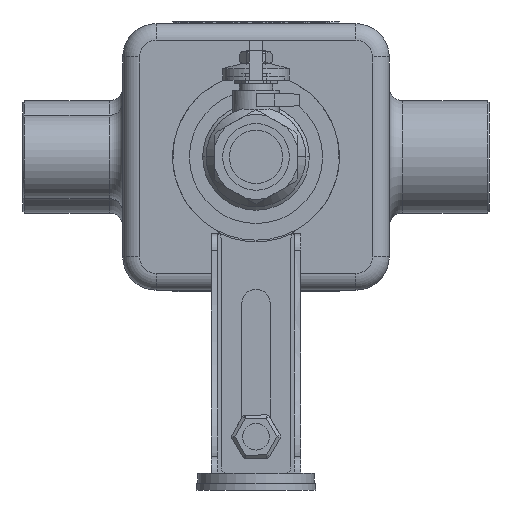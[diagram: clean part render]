
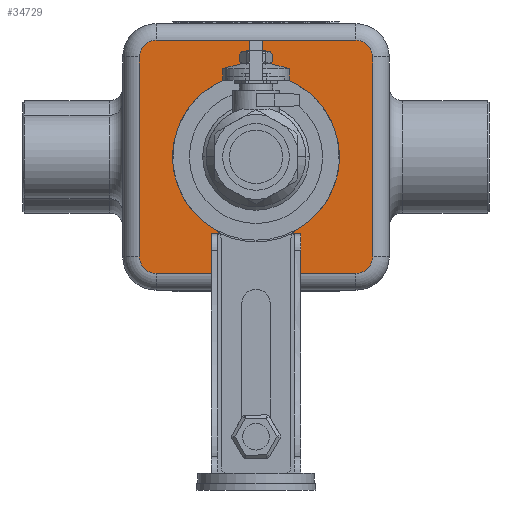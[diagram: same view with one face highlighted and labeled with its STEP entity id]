
A CAD part, front view. The second image highlights one B-rep face of the part: STEP entity #34729.
In plain terms, the highlighted planar face has unit normal (0, -1, 0).
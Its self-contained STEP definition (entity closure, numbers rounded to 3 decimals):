
#14 = EDGE_CURVE ( 'NONE', #44482, #27612, #26418, .T. ) ;
#432 = CARTESIAN_POINT ( 'NONE',  ( -40., -545., 35. ) ) ;
#892 = CARTESIAN_POINT ( 'NONE',  ( 30., -545., 35. ) ) ;
#1486 = CARTESIAN_POINT ( 'NONE',  ( -40., -545., 40. ) ) ;
#2157 = ORIENTED_EDGE ( 'NONE', *, *, #28088, .T. ) ;
#2956 = VERTEX_POINT ( 'NONE', #46021 ) ;
#3559 = CARTESIAN_POINT ( 'NONE',  ( -30., -545., 30. ) ) ;
#3830 = DIRECTION ( 'NONE',  ( -1., 0., 0. ) ) ;
#4201 = DIRECTION ( 'NONE',  ( 0., 1., 0. ) ) ;
#5181 = CARTESIAN_POINT ( 'NONE',  ( 30., -545., -30. ) ) ;
#5225 = DIRECTION ( 'NONE',  ( 0., 0., 1. ) ) ;
#5675 = CARTESIAN_POINT ( 'NONE',  ( -30., -545., -30. ) ) ;
#5677 = DIRECTION ( 'NONE',  ( 0., 0., -1. ) ) ;
#6102 = CARTESIAN_POINT ( 'NONE',  ( -35., -545., 30. ) ) ;
#6354 = VERTEX_POINT ( 'NONE', #41062 ) ;
#6828 = DIRECTION ( 'NONE',  ( 0., 0., 1. ) ) ;
#6979 = DIRECTION ( 'NONE',  ( 0., 1., 0. ) ) ;
#7236 = CARTESIAN_POINT ( 'NONE',  ( 35., -545., 30. ) ) ;
#7426 = DIRECTION ( 'NONE',  ( 0., 0., 1. ) ) ;
#7526 = CIRCLE ( 'NONE', #32983, 5. ) ;
#7773 = CARTESIAN_POINT ( 'NONE',  ( -30., -545., 35. ) ) ;
#8849 = AXIS2_PLACEMENT_3D ( 'NONE', #47406, #6979, #6828 ) ;
#9873 = CARTESIAN_POINT ( 'NONE',  ( 35., -545., 40. ) ) ;
#11109 = VECTOR ( 'NONE', #20449, 1000. ) ;
#11151 = VERTEX_POINT ( 'NONE', #6102 ) ;
#11204 = VERTEX_POINT ( 'NONE', #35185 ) ;
#11296 = AXIS2_PLACEMENT_3D ( 'NONE', #1486, #27099, #5225 ) ;
#11768 = VECTOR ( 'NONE', #5677, 1000. ) ;
#13045 = DIRECTION ( 'NONE',  ( 0., 0., 1. ) ) ;
#13553 = DIRECTION ( 'NONE',  ( 0., 0., 1. ) ) ;
#13652 = CIRCLE ( 'NONE', #14456, 5. ) ;
#14168 = CARTESIAN_POINT ( 'NONE',  ( 0., -545., 17.5 ) ) ;
#14243 = AXIS2_PLACEMENT_3D ( 'NONE', #40157, #4201, #7426 ) ;
#14456 = AXIS2_PLACEMENT_3D ( 'NONE', #39094, #35743, #13553 ) ;
#16021 = ORIENTED_EDGE ( 'NONE', *, *, #14, .T. ) ;
#16071 = EDGE_CURVE ( 'NONE', #11204, #6354, #7526, .T. ) ;
#16487 = VERTEX_POINT ( 'NONE', #26676 ) ;
#18114 = ORIENTED_EDGE ( 'NONE', *, *, #37181, .T. ) ;
#18253 = LINE ( 'NONE', #9873, #36506 ) ;
#18441 = CIRCLE ( 'NONE', #20971, 5. ) ;
#19487 = VERTEX_POINT ( 'NONE', #34790 ) ;
#19583 = VECTOR ( 'NONE', #3830, 1000. ) ;
#20111 = EDGE_CURVE ( 'NONE', #11151, #19487, #21490, .T. ) ;
#20449 = DIRECTION ( 'NONE',  ( 1., 0., 0. ) ) ;
#20612 = CARTESIAN_POINT ( 'NONE',  ( 40., -545., -35. ) ) ;
#20827 = LINE ( 'NONE', #20612, #11109 ) ;
#20971 = AXIS2_PLACEMENT_3D ( 'NONE', #3559, #47213, #21204 ) ;
#21054 = DIRECTION ( 'NONE',  ( 0., 0., 1. ) ) ;
#21204 = DIRECTION ( 'NONE',  ( 0., 0., 1. ) ) ;
#21490 = LINE ( 'NONE', #45782, #11768 ) ;
#23048 = VERTEX_POINT ( 'NONE', #14168 ) ;
#23362 = ORIENTED_EDGE ( 'NONE', *, *, #20111, .T. ) ;
#23813 = CIRCLE ( 'NONE', #8849, 17.5 ) ;
#24242 = ORIENTED_EDGE ( 'NONE', *, *, #34488, .T. ) ;
#24278 = ORIENTED_EDGE ( 'NONE', *, *, #36040, .F. ) ;
#25401 = EDGE_LOOP ( 'NONE', ( #45450, #24242 ) ) ;
#26418 = LINE ( 'NONE', #432, #19583 ) ;
#26676 = CARTESIAN_POINT ( 'NONE',  ( 0., -545., -17.5 ) ) ;
#27099 = DIRECTION ( 'NONE',  ( 0., 1., 0. ) ) ;
#27612 = VERTEX_POINT ( 'NONE', #7773 ) ;
#28088 = EDGE_CURVE ( 'NONE', #11204, #35596, #18253, .T. ) ;
#28903 = FACE_OUTER_BOUND ( 'NONE', #30851, .T. ) ;
#29407 = CIRCLE ( 'NONE', #42210, 5. ) ;
#30592 = DIRECTION ( 'NONE',  ( 0., 0., 1. ) ) ;
#30851 = EDGE_LOOP ( 'NONE', ( #33993, #16021, #34931, #23362, #24278, #18114, #32134, #2157 ) ) ;
#31415 = DIRECTION ( 'NONE',  ( 0., 1., 0. ) ) ;
#32134 = ORIENTED_EDGE ( 'NONE', *, *, #16071, .F. ) ;
#32983 = AXIS2_PLACEMENT_3D ( 'NONE', #5181, #34601, #30592 ) ;
#33993 = ORIENTED_EDGE ( 'NONE', *, *, #39477, .F. ) ;
#34488 = EDGE_CURVE ( 'NONE', #16487, #23048, #23813, .T. ) ;
#34601 = DIRECTION ( 'NONE',  ( 0., 1., 0. ) ) ;
#34729 = ADVANCED_FACE ( 'NONE', ( #39748, #28903 ), #45312, .F. ) ;
#34790 = CARTESIAN_POINT ( 'NONE',  ( -35., -545., -30. ) ) ;
#34931 = ORIENTED_EDGE ( 'NONE', *, *, #43042, .F. ) ;
#35185 = CARTESIAN_POINT ( 'NONE',  ( 35., -545., -30. ) ) ;
#35596 = VERTEX_POINT ( 'NONE', #7236 ) ;
#35743 = DIRECTION ( 'NONE',  ( 0., 1., 0. ) ) ;
#36040 = EDGE_CURVE ( 'NONE', #2956, #19487, #29407, .T. ) ;
#36506 = VECTOR ( 'NONE', #21054, 1000. ) ;
#37181 = EDGE_CURVE ( 'NONE', #2956, #6354, #20827, .T. ) ;
#39094 = CARTESIAN_POINT ( 'NONE',  ( 30., -545., 30. ) ) ;
#39477 = EDGE_CURVE ( 'NONE', #44482, #35596, #13652, .T. ) ;
#39748 = FACE_BOUND ( 'NONE', #25401, .T. ) ;
#40157 = CARTESIAN_POINT ( 'NONE',  ( 0., -545., 0. ) ) ;
#41062 = CARTESIAN_POINT ( 'NONE',  ( 30., -545., -35. ) ) ;
#42210 = AXIS2_PLACEMENT_3D ( 'NONE', #5675, #31415, #13045 ) ;
#43042 = EDGE_CURVE ( 'NONE', #11151, #27612, #18441, .T. ) ;
#43094 = EDGE_CURVE ( 'NONE', #23048, #16487, #44102, .T. ) ;
#44102 = CIRCLE ( 'NONE', #14243, 17.5 ) ;
#44482 = VERTEX_POINT ( 'NONE', #892 ) ;
#45312 = PLANE ( 'NONE',  #11296 ) ;
#45450 = ORIENTED_EDGE ( 'NONE', *, *, #43094, .T. ) ;
#45782 = CARTESIAN_POINT ( 'NONE',  ( -35., -545., 40. ) ) ;
#46021 = CARTESIAN_POINT ( 'NONE',  ( -30., -545., -35. ) ) ;
#47213 = DIRECTION ( 'NONE',  ( 0., 1., 0. ) ) ;
#47406 = CARTESIAN_POINT ( 'NONE',  ( 0., -545., 0. ) ) ;
